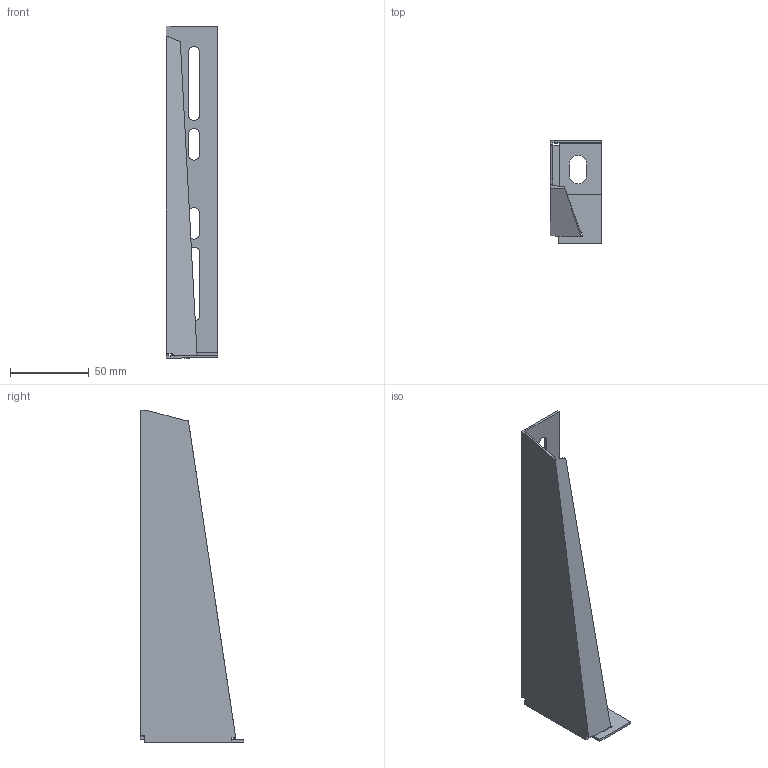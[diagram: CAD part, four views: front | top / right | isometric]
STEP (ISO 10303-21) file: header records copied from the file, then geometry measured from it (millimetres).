
FILE_DESCRIPTION (( 'STEP AP214' ), '1' );
FILE_NAME ('6424442.STEP', '2024-05-31T11:07:20', ( '' ), ( '' ), 'SwSTEP 2.0', 'SolidWorks 2022', '' );
FILE_SCHEMA (( 'AUTOMOTIVE_DESIGN' ));
Length unit declared in the file: millimetre
Products named in the file (2): 183071_Standard; 6424442
Assembly tree (1 placements, depth 2):
  6424442
    183071_Standard
Bounding box: 32.54 x 65.32 x 210.3 mm (x, y, z)
Volume: 29839.2 mm3; surface area: 41534.9 mm2
Topology: 1 solids, 1 shells, 81 faces, 229 edges, 150 vertices
Faces by surface type: plane 58, cylinder 19, bspline 4
Entity records: 2771 total; most frequent: CARTESIAN_POINT 600, ORIENTED_EDGE 458, DIRECTION 405, EDGE_CURVE 229, VECTOR 175, LINE 175, VERTEX_POINT 150, AXIS2_PLACEMENT_3D 115
